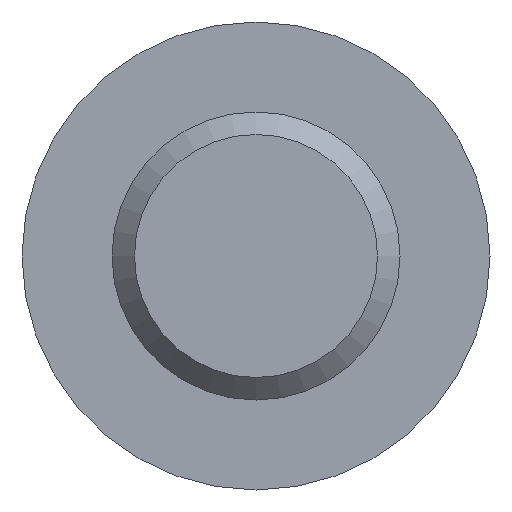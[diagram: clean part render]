
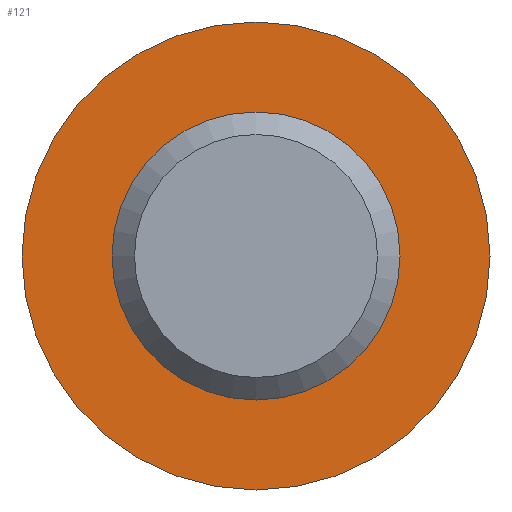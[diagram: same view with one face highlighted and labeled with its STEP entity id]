
A CAD part, front view. The second image highlights one B-rep face of the part: STEP entity #121.
In plain terms, the highlighted planar face has unit normal (0, -1, 0).
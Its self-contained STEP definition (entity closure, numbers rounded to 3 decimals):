
#33 = EDGE_LOOP ( 'NONE', ( #402 ) ) ;
#64 = DIRECTION ( 'NONE',  ( 0., -1., 0. ) ) ;
#65 = AXIS2_PLACEMENT_3D ( 'NONE', #419, #64, #416 ) ;
#90 = DIRECTION ( 'NONE',  ( 0., 0., -1. ) ) ;
#121 = ADVANCED_FACE ( 'NONE', ( #319, #254 ), #147, .F. ) ;
#130 = EDGE_CURVE ( 'NONE', #322, #322, #488, .T. ) ;
#135 = AXIS2_PLACEMENT_3D ( 'NONE', #535, #238, #90 ) ;
#147 = PLANE ( 'NONE',  #430 ) ;
#164 = EDGE_LOOP ( 'NONE', ( #196 ) ) ;
#188 = EDGE_CURVE ( 'NONE', #479, #479, #353, .T. ) ;
#196 = ORIENTED_EDGE ( 'NONE', *, *, #130, .T. ) ;
#214 = DIRECTION ( 'NONE',  ( 0., 1., 0. ) ) ;
#238 = DIRECTION ( 'NONE',  ( 0., -1., 0. ) ) ;
#254 = FACE_OUTER_BOUND ( 'NONE', #164, .T. ) ;
#319 = FACE_BOUND ( 'NONE', #33, .T. ) ;
#322 = VERTEX_POINT ( 'NONE', #516 ) ;
#353 = CIRCLE ( 'NONE', #135, 4. ) ;
#382 = CARTESIAN_POINT ( 'NONE',  ( 0., 50., -4. ) ) ;
#402 = ORIENTED_EDGE ( 'NONE', *, *, #188, .F. ) ;
#416 = DIRECTION ( 'NONE',  ( 0., 0., -1. ) ) ;
#419 = CARTESIAN_POINT ( 'NONE',  ( 0., 50., 0. ) ) ;
#420 = DIRECTION ( 'NONE',  ( 0., 0., 1. ) ) ;
#430 = AXIS2_PLACEMENT_3D ( 'NONE', #471, #214, #420 ) ;
#471 = CARTESIAN_POINT ( 'NONE',  ( -4., 50., 0. ) ) ;
#479 = VERTEX_POINT ( 'NONE', #382 ) ;
#488 = CIRCLE ( 'NONE', #65, 6.5 ) ;
#516 = CARTESIAN_POINT ( 'NONE',  ( 0., 50., -6.5 ) ) ;
#535 = CARTESIAN_POINT ( 'NONE',  ( 0., 50., 0. ) ) ;
